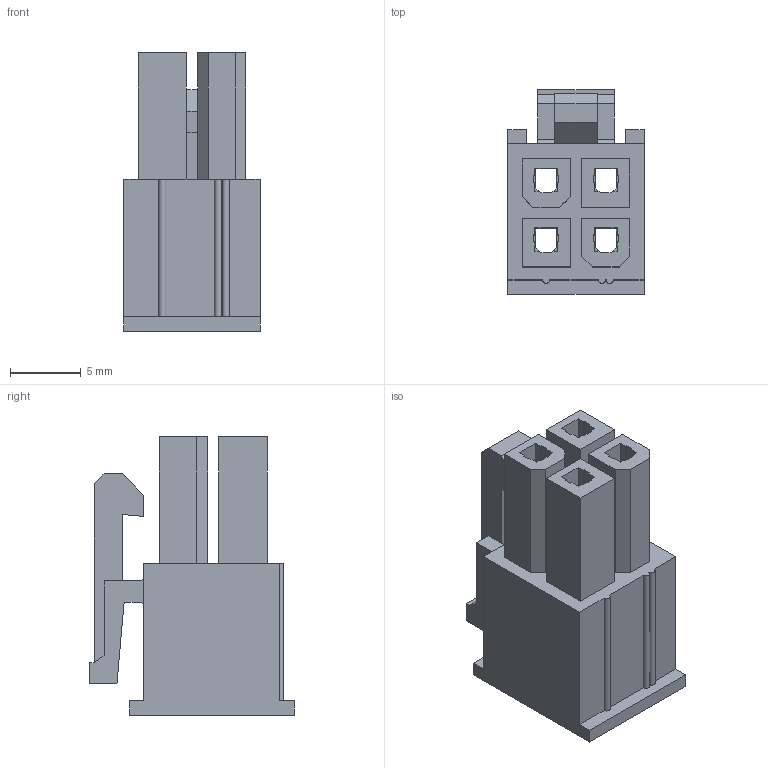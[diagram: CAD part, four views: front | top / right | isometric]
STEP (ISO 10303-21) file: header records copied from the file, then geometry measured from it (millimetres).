
FILE_DESCRIPTION((''),'2;1');
FILE_NAME('039012045','2012-12-31T',('gga'),(''),'PRO/ENGINEER BY PARAMETRIC TECHNOLOGY CORPORATION, 2011490','PRO/ENGINEER BY PARAMETRIC TECHNOLOGY CORPORATION, 2011490','');
FILE_SCHEMA(('CONFIG_CONTROL_DESIGN'));
Length unit declared in the file: millimetre
Products named in the file (1): 039012045
Bounding box: 9.6 x 14.4 x 19.6 mm (x, y, z)
Volume: 1303.5 mm3; surface area: 1810.2 mm2
Topology: 1 solids, 1 shells, 195 faces, 539 edges, 350 vertices
Faces by surface type: plane 186, cylinder 9
Entity records: 6129 total; most frequent: CARTESIAN_POINT 1085, ORIENTED_EDGE 1078, DIRECTION 949, EDGE_CURVE 539, VECTOR 521, LINE 521, VERTEX_POINT 350, AXIS2_PLACEMENT_3D 214
